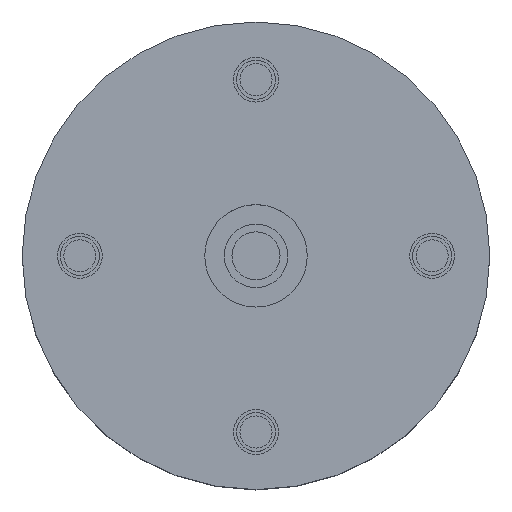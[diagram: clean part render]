
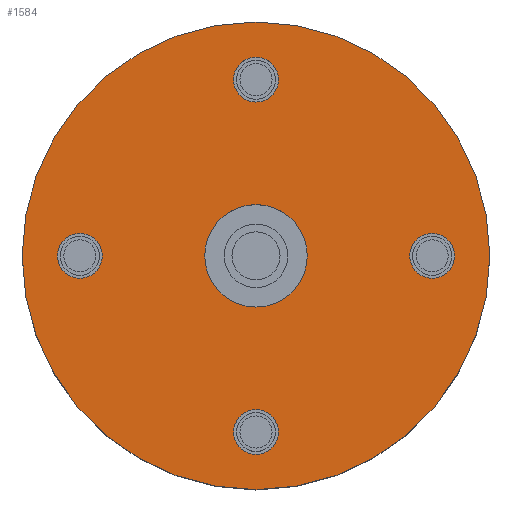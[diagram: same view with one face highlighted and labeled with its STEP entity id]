
A CAD part, top view. The second image highlights one B-rep face of the part: STEP entity #1584.
In plain terms, the highlighted planar face has unit normal (0, 0, 1).
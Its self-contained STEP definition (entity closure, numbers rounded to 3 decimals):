
#166 = DIRECTION ( 'NONE',  ( 1., 0., 0. ) ) ;
#167 = DIRECTION ( 'NONE',  ( 0., 0., 1. ) ) ;
#168 = CARTESIAN_POINT ( 'NONE',  ( 0., 0., 60. ) ) ;
#169 = AXIS2_PLACEMENT_3D ( 'NONE', #168, #167, #166 ) ;
#174 = CIRCLE ( 'NONE', #169, 16. ) ;
#209 = DIRECTION ( 'NONE',  ( 1., 0., 0. ) ) ;
#210 = DIRECTION ( 'NONE',  ( 0., 0., 1. ) ) ;
#211 = CARTESIAN_POINT ( 'NONE',  ( 0., 55., 60. ) ) ;
#212 = AXIS2_PLACEMENT_3D ( 'NONE', #211, #210, #209 ) ;
#213 = CIRCLE ( 'NONE', #212, 7. ) ;
#214 = DIRECTION ( 'NONE',  ( 0., 1., 0. ) ) ;
#215 = DIRECTION ( 'NONE',  ( 0., 0., 1. ) ) ;
#216 = CARTESIAN_POINT ( 'NONE',  ( -55., 0., 60. ) ) ;
#217 = AXIS2_PLACEMENT_3D ( 'NONE', #216, #215, #214 ) ;
#218 = CIRCLE ( 'NONE', #217, 7. ) ;
#777 = CARTESIAN_POINT ( 'NONE',  ( -7., -55., 60. ) ) ;
#778 = DIRECTION ( 'NONE',  ( -1., 0., 0. ) ) ;
#779 = DIRECTION ( 'NONE',  ( 0., 0., 1. ) ) ;
#780 = CARTESIAN_POINT ( 'NONE',  ( 0., -55., 60. ) ) ;
#781 = AXIS2_PLACEMENT_3D ( 'NONE', #780, #779, #778 ) ;
#782 = CIRCLE ( 'NONE', #781, 7. ) ;
#835 = ORIENTED_EDGE ( 'NONE', *, *, #857, .F. ) ;
#841 = EDGE_LOOP ( 'NONE', ( #835, #846 ) ) ;
#842 = ORIENTED_EDGE ( 'NONE', *, *, #1227, .F. ) ;
#846 = ORIENTED_EDGE ( 'NONE', *, *, #1324, .F. ) ;
#848 = EDGE_LOOP ( 'NONE', ( #865, #868 ) ) ;
#849 = ORIENTED_EDGE ( 'NONE', *, *, #1580, .T. ) ;
#850 = EDGE_LOOP ( 'NONE', ( #849, #1500 ) ) ;
#854 = ORIENTED_EDGE ( 'NONE', *, *, #866, .F. ) ;
#857 = EDGE_CURVE ( 'NONE', #1335, #1333, #174, .T. ) ;
#865 = ORIENTED_EDGE ( 'NONE', *, *, #867, .F. ) ;
#866 = EDGE_CURVE ( 'NONE', #1239, #1235, #218, .T. ) ;
#867 = EDGE_CURVE ( 'NONE', #1287, #1290, #213, .T. ) ;
#868 = ORIENTED_EDGE ( 'NONE', *, *, #1284, .F. ) ;
#1173 = DIRECTION ( 'NONE',  ( 0., 0., 1. ) ) ;
#1175 = DIRECTION ( 'NONE',  ( 1., 0., 0. ) ) ;
#1196 = EDGE_CURVE ( 'NONE', #1370, #1197, #782, .T. ) ;
#1197 = VERTEX_POINT ( 'NONE', #777 ) ;
#1227 = EDGE_CURVE ( 'NONE', #1235, #1239, #2802, .T. ) ;
#1235 = VERTEX_POINT ( 'NONE', #2840 ) ;
#1239 = VERTEX_POINT ( 'NONE', #2836 ) ;
#1284 = EDGE_CURVE ( 'NONE', #1290, #1287, #2931, .T. ) ;
#1287 = VERTEX_POINT ( 'NONE', #2917 ) ;
#1290 = VERTEX_POINT ( 'NONE', #2974 ) ;
#1324 = EDGE_CURVE ( 'NONE', #1333, #1335, #2981, .T. ) ;
#1330 = VERTEX_POINT ( 'NONE', #3036 ) ;
#1333 = VERTEX_POINT ( 'NONE', #3031 ) ;
#1335 = VERTEX_POINT ( 'NONE', #3030 ) ;
#1339 = EDGE_CURVE ( 'NONE', #1340, #1330, #3019, .T. ) ;
#1340 = VERTEX_POINT ( 'NONE', #3076 ) ;
#1370 = VERTEX_POINT ( 'NONE', #3081 ) ;
#1390 = VERTEX_POINT ( 'NONE', #3115 ) ;
#1399 = VERTEX_POINT ( 'NONE', #3161 ) ;
#1415 = EDGE_CURVE ( 'NONE', #1390, #1399, #3192, .T. ) ;
#1500 = ORIENTED_EDGE ( 'NONE', *, *, #1339, .T. ) ;
#1566 = EDGE_LOOP ( 'NONE', ( #2572, #1594 ) ) ;
#1577 = EDGE_LOOP ( 'NONE', ( #854, #842 ) ) ;
#1580 = EDGE_CURVE ( 'NONE', #1330, #1340, #1927, .T. ) ;
#1581 = ORIENTED_EDGE ( 'NONE', *, *, #1593, .F. ) ;
#1582 = ORIENTED_EDGE ( 'NONE', *, *, #1415, .F. ) ;
#1584 = ADVANCED_FACE ( 'NONE', ( #1922, #1921, #1920, #1919, #1918, #1917 ), #1916, .T. ) ;
#1585 = EDGE_LOOP ( 'NONE', ( #1581, #1582 ) ) ;
#1593 = EDGE_CURVE ( 'NONE', #1399, #1390, #1959, .T. ) ;
#1594 = ORIENTED_EDGE ( 'NONE', *, *, #1196, .F. ) ;
#1911 = DIRECTION ( 'NONE',  ( 1., 0., 0. ) ) ;
#1912 = DIRECTION ( 'NONE',  ( 0., 0., 1. ) ) ;
#1913 = CARTESIAN_POINT ( 'NONE',  ( 0., 0., 60. ) ) ;
#1915 = AXIS2_PLACEMENT_3D ( 'NONE', #1913, #1912, #1911 ) ;
#1916 = PLANE ( 'NONE',  #1915 ) ;
#1917 = FACE_OUTER_BOUND ( 'NONE', #850, .T. ) ;
#1918 = FACE_BOUND ( 'NONE', #841, .T. ) ;
#1919 = FACE_BOUND ( 'NONE', #848, .T. ) ;
#1920 = FACE_BOUND ( 'NONE', #1577, .T. ) ;
#1921 = FACE_BOUND ( 'NONE', #1566, .T. ) ;
#1922 = FACE_BOUND ( 'NONE', #1585, .T. ) ;
#1923 = DIRECTION ( 'NONE',  ( 1., 0., 0. ) ) ;
#1924 = DIRECTION ( 'NONE',  ( 0., 0., 1. ) ) ;
#1925 = CARTESIAN_POINT ( 'NONE',  ( 0., 0., 60. ) ) ;
#1926 = AXIS2_PLACEMENT_3D ( 'NONE', #1925, #1924, #1923 ) ;
#1927 = CIRCLE ( 'NONE', #1926, 73. ) ;
#1955 = DIRECTION ( 'NONE',  ( 0., -1., 0. ) ) ;
#1956 = DIRECTION ( 'NONE',  ( 0., 0., 1. ) ) ;
#1957 = CARTESIAN_POINT ( 'NONE',  ( 55., 0., 60. ) ) ;
#1958 = AXIS2_PLACEMENT_3D ( 'NONE', #1957, #1956, #1955 ) ;
#1959 = CIRCLE ( 'NONE', #1958, 7. ) ;
#2157 = DIRECTION ( 'NONE',  ( -1., 0., 0. ) ) ;
#2158 = DIRECTION ( 'NONE',  ( 0., 0., 1. ) ) ;
#2159 = CARTESIAN_POINT ( 'NONE',  ( 0., -55., 60. ) ) ;
#2160 = AXIS2_PLACEMENT_3D ( 'NONE', #2159, #2158, #2157 ) ;
#2161 = CIRCLE ( 'NONE', #2160, 7. ) ;
#2571 = EDGE_CURVE ( 'NONE', #1197, #1370, #2161, .T. ) ;
#2572 = ORIENTED_EDGE ( 'NONE', *, *, #2571, .F. ) ;
#2798 = DIRECTION ( 'NONE',  ( 0., 1., 0. ) ) ;
#2799 = DIRECTION ( 'NONE',  ( 0., 0., 1. ) ) ;
#2800 = CARTESIAN_POINT ( 'NONE',  ( -55., 0., 60. ) ) ;
#2801 = AXIS2_PLACEMENT_3D ( 'NONE', #2800, #2799, #2798 ) ;
#2802 = CIRCLE ( 'NONE', #2801, 7. ) ;
#2836 = CARTESIAN_POINT ( 'NONE',  ( -55., 7., 60. ) ) ;
#2840 = CARTESIAN_POINT ( 'NONE',  ( -55., -7., 60. ) ) ;
#2917 = CARTESIAN_POINT ( 'NONE',  ( 7., 55., 60. ) ) ;
#2927 = DIRECTION ( 'NONE',  ( 1., 0., 0. ) ) ;
#2928 = DIRECTION ( 'NONE',  ( 0., 0., 1. ) ) ;
#2929 = CARTESIAN_POINT ( 'NONE',  ( 0., 55., 60. ) ) ;
#2930 = AXIS2_PLACEMENT_3D ( 'NONE', #2929, #2928, #2927 ) ;
#2931 = CIRCLE ( 'NONE', #2930, 7. ) ;
#2974 = CARTESIAN_POINT ( 'NONE',  ( -7., 55., 60. ) ) ;
#2976 = CARTESIAN_POINT ( 'NONE',  ( 0., 0., 60. ) ) ;
#2977 = AXIS2_PLACEMENT_3D ( 'NONE', #2976, #1173, #1175 ) ;
#2981 = CIRCLE ( 'NONE', #2977, 16. ) ;
#3019 = CIRCLE ( 'NONE', #3080, 73. ) ;
#3030 = CARTESIAN_POINT ( 'NONE',  ( 16., 0., 60. ) ) ;
#3031 = CARTESIAN_POINT ( 'NONE',  ( -16., 0., 60. ) ) ;
#3036 = CARTESIAN_POINT ( 'NONE',  ( -73., 0., 60. ) ) ;
#3076 = CARTESIAN_POINT ( 'NONE',  ( 73., 0., 60. ) ) ;
#3077 = DIRECTION ( 'NONE',  ( 1., 0., 0. ) ) ;
#3078 = DIRECTION ( 'NONE',  ( 0., 0., 1. ) ) ;
#3079 = CARTESIAN_POINT ( 'NONE',  ( 0., 0., 60. ) ) ;
#3080 = AXIS2_PLACEMENT_3D ( 'NONE', #3079, #3078, #3077 ) ;
#3081 = CARTESIAN_POINT ( 'NONE',  ( 7., -55., 60. ) ) ;
#3115 = CARTESIAN_POINT ( 'NONE',  ( 55., 7., 60. ) ) ;
#3161 = CARTESIAN_POINT ( 'NONE',  ( 55., -7., 60. ) ) ;
#3188 = DIRECTION ( 'NONE',  ( 0., -1., 0. ) ) ;
#3189 = DIRECTION ( 'NONE',  ( 0., 0., 1. ) ) ;
#3190 = CARTESIAN_POINT ( 'NONE',  ( 55., 0., 60. ) ) ;
#3191 = AXIS2_PLACEMENT_3D ( 'NONE', #3190, #3189, #3188 ) ;
#3192 = CIRCLE ( 'NONE', #3191, 7. ) ;
